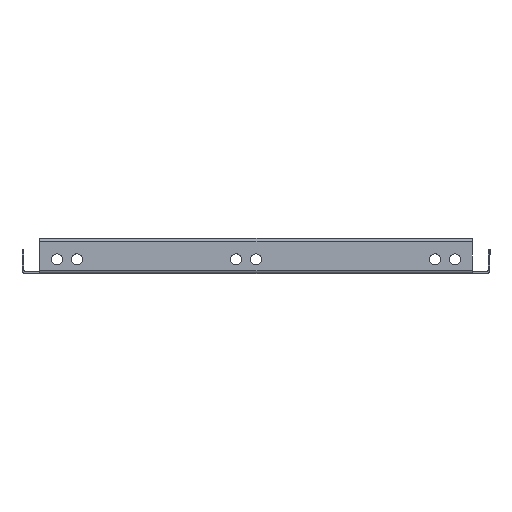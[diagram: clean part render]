
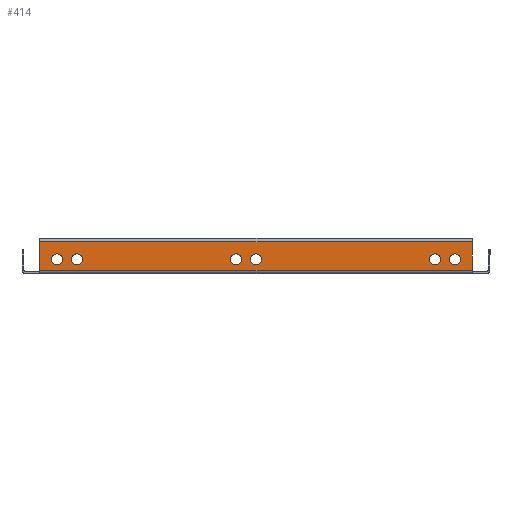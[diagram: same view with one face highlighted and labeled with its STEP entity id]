
A CAD part, left-side view. The second image highlights one B-rep face of the part: STEP entity #414.
In plain terms, the highlighted planar face has unit normal (-1, 0, 0).
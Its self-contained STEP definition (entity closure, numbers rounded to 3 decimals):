
#5 = EDGE_LOOP ( 'NONE', ( #3399, #716, #4853, #5985 ) ) ;
#22 = DIRECTION ( 'NONE',  ( 0., 1., 0. ) ) ;
#146 = EDGE_CURVE ( 'NONE', #1355, #5116, #5100, .T. ) ;
#155 = EDGE_LOOP ( 'NONE', ( #4678, #2851 ) ) ;
#232 = AXIS2_PLACEMENT_3D ( 'NONE', #1951, #2443, #1912 ) ;
#260 = ORIENTED_EDGE ( 'NONE', *, *, #1454, .T. ) ;
#271 = EDGE_LOOP ( 'NONE', ( #4771, #1877 ) ) ;
#299 = DIRECTION ( 'NONE',  ( 1., 0., 0. ) ) ;
#374 = DIRECTION ( 'NONE',  ( 0., 0., -1. ) ) ;
#405 = ORIENTED_EDGE ( 'NONE', *, *, #4113, .T. ) ;
#414 = ADVANCED_FACE ( 'NONE', ( #4746, #1861, #541, #838, #5174, #1277, #3193 ), #4068, .T. ) ;
#492 = VERTEX_POINT ( 'NONE', #1268 ) ;
#517 = AXIS2_PLACEMENT_3D ( 'NONE', #4954, #2987, #2013 ) ;
#541 = FACE_BOUND ( 'NONE', #5424, .T. ) ;
#604 = CARTESIAN_POINT ( 'NONE',  ( -153.2, -112.5, 11.25 ) ) ;
#621 = CARTESIAN_POINT ( 'NONE',  ( -153.2, 135.8, 0. ) ) ;
#633 = VERTEX_POINT ( 'NONE', #1815 ) ;
#641 = AXIS2_PLACEMENT_3D ( 'NONE', #5522, #299, #5054 ) ;
#659 = DIRECTION ( 'NONE',  ( 0., 0., -1. ) ) ;
#716 = ORIENTED_EDGE ( 'NONE', *, *, #2675, .T. ) ;
#739 = EDGE_CURVE ( 'NONE', #3576, #1355, #1854, .T. ) ;
#838 = FACE_BOUND ( 'NONE', #4408, .T. ) ;
#863 = EDGE_CURVE ( 'NONE', #4780, #2382, #3117, .T. ) ;
#938 = VERTEX_POINT ( 'NONE', #1058 ) ;
#1058 = CARTESIAN_POINT ( 'NONE',  ( -153.2, 112.5, 11.25 ) ) ;
#1073 = DIRECTION ( 'NONE',  ( 1., 0., 0. ) ) ;
#1083 = CARTESIAN_POINT ( 'NONE',  ( -153.2, -125., 7.8 ) ) ;
#1171 = VERTEX_POINT ( 'NONE', #1414 ) ;
#1185 = AXIS2_PLACEMENT_3D ( 'NONE', #1083, #5776, #659 ) ;
#1206 = DIRECTION ( 'NONE',  ( 0., 0., 1. ) ) ;
#1208 = CARTESIAN_POINT ( 'NONE',  ( -153.2, 0., 7.8 ) ) ;
#1268 = CARTESIAN_POINT ( 'NONE',  ( -153.2, 125., 11.25 ) ) ;
#1277 = FACE_BOUND ( 'NONE', #271, .T. ) ;
#1287 = EDGE_CURVE ( 'NONE', #4785, #4796, #5181, .T. ) ;
#1334 = EDGE_CURVE ( 'NONE', #4796, #4785, #3274, .T. ) ;
#1355 = VERTEX_POINT ( 'NONE', #5762 ) ;
#1414 = CARTESIAN_POINT ( 'NONE',  ( -153.2, -135.8, 1. ) ) ;
#1454 = EDGE_CURVE ( 'NONE', #938, #5191, #4233, .T. ) ;
#1479 = DIRECTION ( 'NONE',  ( 0., 0., -1. ) ) ;
#1494 = DIRECTION ( 'NONE',  ( 1., 0., 0. ) ) ;
#1538 = DIRECTION ( 'NONE',  ( 0., 0., -1. ) ) ;
#1575 = AXIS2_PLACEMENT_3D ( 'NONE', #3474, #3022, #2593 ) ;
#1597 = EDGE_LOOP ( 'NONE', ( #2312, #260 ) ) ;
#1676 = DIRECTION ( 'NONE',  ( -1., 0., 0. ) ) ;
#1722 = ORIENTED_EDGE ( 'NONE', *, *, #1334, .T. ) ;
#1815 = CARTESIAN_POINT ( 'NONE',  ( -153.2, 12.5, 4.35 ) ) ;
#1829 = CARTESIAN_POINT ( 'NONE',  ( -153.2, 12.5, 7.8 ) ) ;
#1844 = CIRCLE ( 'NONE', #4277, 3.45 ) ;
#1854 = LINE ( 'NONE', #4792, #5019 ) ;
#1861 = FACE_BOUND ( 'NONE', #2842, .T. ) ;
#1877 = ORIENTED_EDGE ( 'NONE', *, *, #4530, .T. ) ;
#1912 = DIRECTION ( 'NONE',  ( 0., 0., -1. ) ) ;
#1951 = CARTESIAN_POINT ( 'NONE',  ( -153.2, -125., 7.8 ) ) ;
#2013 = DIRECTION ( 'NONE',  ( 0., 0., -1. ) ) ;
#2044 = CARTESIAN_POINT ( 'NONE',  ( -153.2, -112.5, 7.8 ) ) ;
#2078 = CARTESIAN_POINT ( 'NONE',  ( -153.2, -135.8, 18.8 ) ) ;
#2228 = DIRECTION ( 'NONE',  ( 1., 0., 0. ) ) ;
#2312 = ORIENTED_EDGE ( 'NONE', *, *, #3233, .T. ) ;
#2382 = VERTEX_POINT ( 'NONE', #5036 ) ;
#2436 = DIRECTION ( 'NONE',  ( 0., -1., 0. ) ) ;
#2443 = DIRECTION ( 'NONE',  ( 1., 0., 0. ) ) ;
#2478 = DIRECTION ( 'NONE',  ( 0., 0., -1. ) ) ;
#2486 = CIRCLE ( 'NONE', #5250, 3.45 ) ;
#2500 = CIRCLE ( 'NONE', #1575, 3.45 ) ;
#2531 = DIRECTION ( 'NONE',  ( 0., 0., -1. ) ) ;
#2593 = DIRECTION ( 'NONE',  ( 0., 0., -1. ) ) ;
#2675 = EDGE_CURVE ( 'NONE', #5116, #1171, #2965, .T. ) ;
#2682 = CARTESIAN_POINT ( 'NONE',  ( -153.2, -135.8, 0. ) ) ;
#2764 = ORIENTED_EDGE ( 'NONE', *, *, #5506, .T. ) ;
#2831 = EDGE_CURVE ( 'NONE', #4805, #492, #1844, .T. ) ;
#2842 = EDGE_LOOP ( 'NONE', ( #4501, #1722 ) ) ;
#2851 = ORIENTED_EDGE ( 'NONE', *, *, #5746, .T. ) ;
#2854 = AXIS2_PLACEMENT_3D ( 'NONE', #3188, #2228, #374 ) ;
#2880 = CARTESIAN_POINT ( 'NONE',  ( -153.2, 0., 1. ) ) ;
#2902 = DIRECTION ( 'NONE',  ( 0., 0., -1. ) ) ;
#2965 = LINE ( 'NONE', #2880, #4656 ) ;
#2987 = DIRECTION ( 'NONE',  ( 1., 0., 0. ) ) ;
#3022 = DIRECTION ( 'NONE',  ( 1., 0., 0. ) ) ;
#3050 = CARTESIAN_POINT ( 'NONE',  ( -153.2, 0., 4.35 ) ) ;
#3117 = CIRCLE ( 'NONE', #1185, 3.45 ) ;
#3178 = EDGE_CURVE ( 'NONE', #633, #5385, #5678, .T. ) ;
#3181 = DIRECTION ( 'NONE',  ( 1., 0., 0. ) ) ;
#3188 = CARTESIAN_POINT ( 'NONE',  ( -153.2, 112.5, 7.8 ) ) ;
#3193 = FACE_OUTER_BOUND ( 'NONE', #5, .T. ) ;
#3233 = EDGE_CURVE ( 'NONE', #5191, #938, #4146, .T. ) ;
#3274 = CIRCLE ( 'NONE', #5555, 3.45 ) ;
#3308 = CIRCLE ( 'NONE', #232, 3.45 ) ;
#3333 = CARTESIAN_POINT ( 'NONE',  ( -153.2, 125., 7.8 ) ) ;
#3399 = ORIENTED_EDGE ( 'NONE', *, *, #146, .T. ) ;
#3474 = CARTESIAN_POINT ( 'NONE',  ( -153.2, 125., 7.8 ) ) ;
#3487 = CARTESIAN_POINT ( 'NONE',  ( -153.2, 125., 4.35 ) ) ;
#3523 = AXIS2_PLACEMENT_3D ( 'NONE', #4361, #5248, #2531 ) ;
#3576 = VERTEX_POINT ( 'NONE', #2078 ) ;
#3809 = ORIENTED_EDGE ( 'NONE', *, *, #2831, .T. ) ;
#3847 = CIRCLE ( 'NONE', #3523, 3.45 ) ;
#3888 = AXIS2_PLACEMENT_3D ( 'NONE', #1829, #3181, #4642 ) ;
#4009 = CARTESIAN_POINT ( 'NONE',  ( -153.2, 12.5, 7.8 ) ) ;
#4029 = CARTESIAN_POINT ( 'NONE',  ( -153.2, 0., 11.25 ) ) ;
#4038 = ORIENTED_EDGE ( 'NONE', *, *, #6095, .T. ) ;
#4068 = PLANE ( 'NONE',  #4267 ) ;
#4100 = DIRECTION ( 'NONE',  ( 0., 0., 1. ) ) ;
#4113 = EDGE_CURVE ( 'NONE', #5344, #6099, #3847, .T. ) ;
#4132 = AXIS2_PLACEMENT_3D ( 'NONE', #4009, #5924, #4996 ) ;
#4146 = CIRCLE ( 'NONE', #2854, 3.45 ) ;
#4233 = CIRCLE ( 'NONE', #641, 3.45 ) ;
#4267 = AXIS2_PLACEMENT_3D ( 'NONE', #4972, #1676, #1206 ) ;
#4277 = AXIS2_PLACEMENT_3D ( 'NONE', #3333, #1494, #1479 ) ;
#4361 = CARTESIAN_POINT ( 'NONE',  ( -153.2, -112.5, 7.8 ) ) ;
#4408 = EDGE_LOOP ( 'NONE', ( #405, #4038 ) ) ;
#4501 = ORIENTED_EDGE ( 'NONE', *, *, #1287, .T. ) ;
#4530 = EDGE_CURVE ( 'NONE', #2382, #4780, #3308, .T. ) ;
#4554 = LINE ( 'NONE', #2682, #5951 ) ;
#4621 = CIRCLE ( 'NONE', #3888, 3.45 ) ;
#4642 = DIRECTION ( 'NONE',  ( 0., 0., -1. ) ) ;
#4656 = VECTOR ( 'NONE', #2436, 1000. ) ;
#4678 = ORIENTED_EDGE ( 'NONE', *, *, #3178, .T. ) ;
#4746 = FACE_BOUND ( 'NONE', #155, .T. ) ;
#4771 = ORIENTED_EDGE ( 'NONE', *, *, #863, .T. ) ;
#4780 = VERTEX_POINT ( 'NONE', #5887 ) ;
#4785 = VERTEX_POINT ( 'NONE', #3050 ) ;
#4792 = CARTESIAN_POINT ( 'NONE',  ( -153.2, 0., 18.8 ) ) ;
#4796 = VERTEX_POINT ( 'NONE', #4029 ) ;
#4805 = VERTEX_POINT ( 'NONE', #3487 ) ;
#4853 = ORIENTED_EDGE ( 'NONE', *, *, #5632, .T. ) ;
#4877 = CARTESIAN_POINT ( 'NONE',  ( -153.2, -112.5, 4.35 ) ) ;
#4954 = CARTESIAN_POINT ( 'NONE',  ( -153.2, 0., 7.8 ) ) ;
#4961 = VECTOR ( 'NONE', #2902, 1000. ) ;
#4972 = CARTESIAN_POINT ( 'NONE',  ( -153.2, 0., 0. ) ) ;
#4996 = DIRECTION ( 'NONE',  ( 0., 0., -1. ) ) ;
#5019 = VECTOR ( 'NONE', #22, 1000. ) ;
#5036 = CARTESIAN_POINT ( 'NONE',  ( -153.2, -125., 11.25 ) ) ;
#5054 = DIRECTION ( 'NONE',  ( 0., 0., -1. ) ) ;
#5100 = LINE ( 'NONE', #621, #4961 ) ;
#5116 = VERTEX_POINT ( 'NONE', #5238 ) ;
#5174 = FACE_BOUND ( 'NONE', #1597, .T. ) ;
#5181 = CIRCLE ( 'NONE', #517, 3.45 ) ;
#5191 = VERTEX_POINT ( 'NONE', #5255 ) ;
#5238 = CARTESIAN_POINT ( 'NONE',  ( -153.2, 135.8, 1. ) ) ;
#5248 = DIRECTION ( 'NONE',  ( 1., 0., 0. ) ) ;
#5250 = AXIS2_PLACEMENT_3D ( 'NONE', #2044, #1073, #1538 ) ;
#5255 = CARTESIAN_POINT ( 'NONE',  ( -153.2, 112.5, 4.35 ) ) ;
#5301 = DIRECTION ( 'NONE',  ( 1., 0., 0. ) ) ;
#5344 = VERTEX_POINT ( 'NONE', #4877 ) ;
#5385 = VERTEX_POINT ( 'NONE', #5978 ) ;
#5424 = EDGE_LOOP ( 'NONE', ( #3809, #2764 ) ) ;
#5506 = EDGE_CURVE ( 'NONE', #492, #4805, #2500, .T. ) ;
#5522 = CARTESIAN_POINT ( 'NONE',  ( -153.2, 112.5, 7.8 ) ) ;
#5555 = AXIS2_PLACEMENT_3D ( 'NONE', #1208, #5301, #2478 ) ;
#5632 = EDGE_CURVE ( 'NONE', #1171, #3576, #4554, .T. ) ;
#5678 = CIRCLE ( 'NONE', #4132, 3.45 ) ;
#5746 = EDGE_CURVE ( 'NONE', #5385, #633, #4621, .T. ) ;
#5762 = CARTESIAN_POINT ( 'NONE',  ( -153.2, 135.8, 18.8 ) ) ;
#5776 = DIRECTION ( 'NONE',  ( 1., 0., 0. ) ) ;
#5887 = CARTESIAN_POINT ( 'NONE',  ( -153.2, -125., 4.35 ) ) ;
#5924 = DIRECTION ( 'NONE',  ( 1., 0., 0. ) ) ;
#5951 = VECTOR ( 'NONE', #4100, 1000. ) ;
#5978 = CARTESIAN_POINT ( 'NONE',  ( -153.2, 12.5, 11.25 ) ) ;
#5985 = ORIENTED_EDGE ( 'NONE', *, *, #739, .T. ) ;
#6095 = EDGE_CURVE ( 'NONE', #6099, #5344, #2486, .T. ) ;
#6099 = VERTEX_POINT ( 'NONE', #604 ) ;
